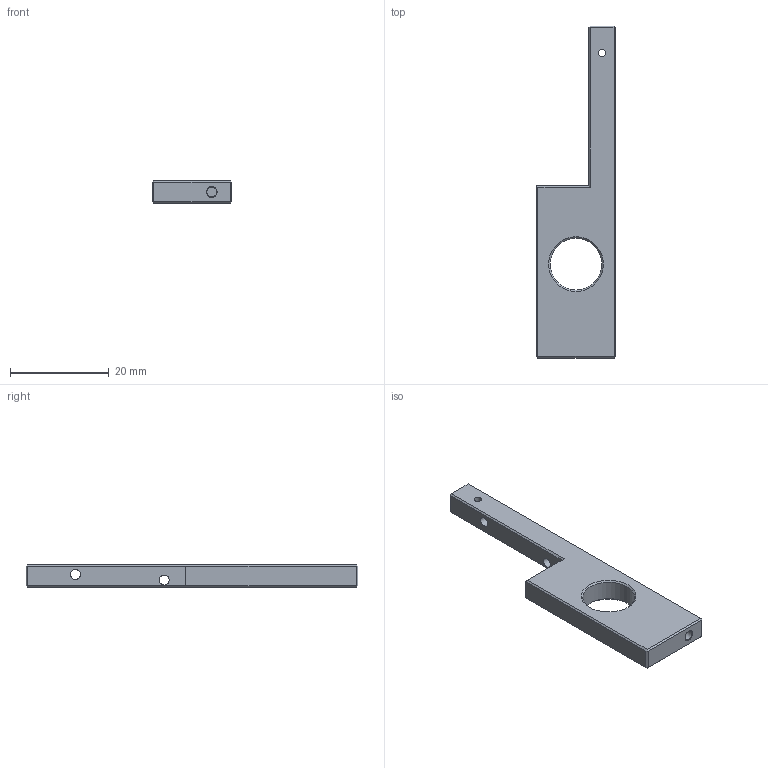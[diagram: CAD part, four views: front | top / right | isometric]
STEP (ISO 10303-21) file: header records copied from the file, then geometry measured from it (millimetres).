
FILE_DESCRIPTION(('Body'),'2;1');
FILE_NAME('Body','2024-10-29T21:49:45',('An Author'),('A Company'), 'Open CASCADE STEP processor 7.8','Dune 3D','Unknown');
FILE_SCHEMA(('AUTOMOTIVE_DESIGN { 1 0 10303 214 1 1 1 1 }'));
Length unit declared in the file: millimetre
Products named in the file (2): PCA; PCB
Assembly tree (1 placements, depth 2):
  PCA
    PCB
Bounding box: 16 x 67.25 x 4.65 mm (x, y, z)
Volume: 2913.3 mm3; surface area: 2302.9 mm2
Topology: 1 solids, 1 shells, 41 faces, 83 edges, 45 vertices
Faces by surface type: plane 33, cylinder 5, cone 3
Full cylindrical faces by diameter (mm): 1.5 x1, 2 x3, 10.5 x1
Entity records: 2160 total; most frequent: CARTESIAN_POINT 385, DIRECTION 335, LINE 220, VECTOR 220, ORIENTED_EDGE 166, PCURVE 166, DEFINITIONAL_REPRESENTATION 166, EDGE_CURVE 83
